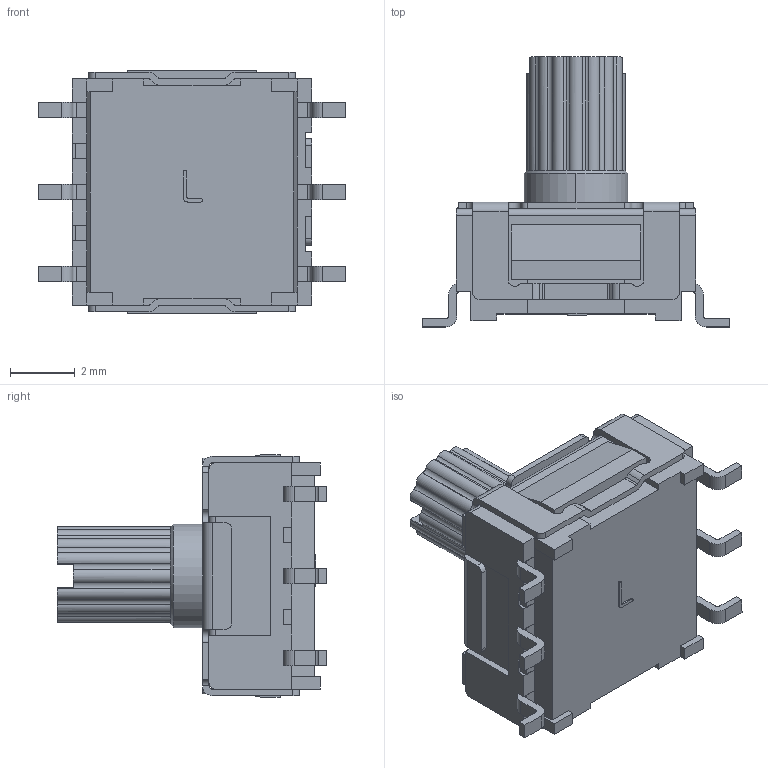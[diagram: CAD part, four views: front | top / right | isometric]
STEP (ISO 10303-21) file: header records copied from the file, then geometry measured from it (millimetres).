
FILE_DESCRIPTION (( 'STEP AP214' ), '1' );
FILE_NAME ('CUI_DEVICES_RDS-10S-74385-45A-SMT-TR.step', '2020-11-06T19:22:46', ( '' ), ( '' ), 'SwSTEP 2.0', 'SolidWorks 2020', '' );
FILE_SCHEMA (( 'AUTOMOTIVE_DESIGN' ));
Length unit declared in the file: millimetre
Products named in the file (5): RDS74385_SMT_pins; RDS74365_10_face plate; RDS74365 housing; CUI_DEVICES_RDS-10S-74385-45A-SMT-TR; RDS7436545A_actuator_10S
Assembly tree (4 placements, depth 2):
  CUI_DEVICES_RDS-10S-74385-45A-SMT-TR
    RDS74365 housing
    RDS74385_SMT_pins
    RDS74365_10_face plate
    RDS7436545A_actuator_10S
Bounding box: 9.5 x 8.35 x 7.5 mm (x, y, z)
Volume: 164.3 mm3; surface area: 699.9 mm2
Topology: 8 solids, 8 shells, 1081 faces, 3088 edges, 2050 vertices
Faces by surface type: plane 484, cylinder 291, bspline 272, cone 34
Entity records: 44285 total; most frequent: CARTESIAN_POINT 17519, ORIENTED_EDGE 6176, DIRECTION 4601, EDGE_CURVE 3088, VERTEX_POINT 2050, VECTOR 1673, LINE 1673, AXIS2_PLACEMENT_3D 1464
